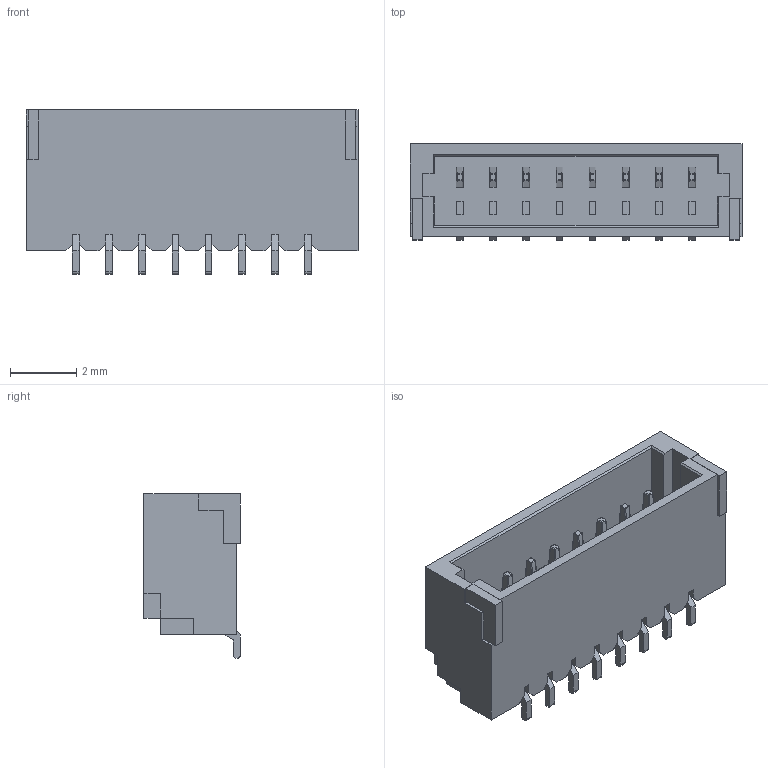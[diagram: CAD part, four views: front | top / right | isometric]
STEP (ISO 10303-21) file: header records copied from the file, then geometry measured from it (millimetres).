
FILE_DESCRIPTION (( 'STEP AP214' ), '1' );
FILE_NAME ('SH1_0P8H.STEP', '2020-04-02T12:54:42', ( '' ), ( '' ), 'SwSTEP 2.0', 'SolidWorks 2017', '' );
FILE_SCHEMA (( 'AUTOMOTIVE_DESIGN' ));
Length unit declared in the file: millimetre
Products named in the file (2): SH1_0P8H
Bounding box: 10 x 2.9 x 4.95 mm (x, y, z)
Volume: 60.2 mm3; surface area: 354.9 mm2
Topology: 23 solids, 23 shells, 549 faces, 1349 edges, 864 vertices
Faces by surface type: plane 413, cylinder 104, sphere 32
Entity records: 17031 total; most frequent: CARTESIAN_POINT 2956, ORIENTED_EDGE 2698, DIRECTION 2563, EDGE_CURVE 1349, VECTOR 1109, LINE 1109, VERTEX_POINT 864, AXIS2_PLACEMENT_3D 727
